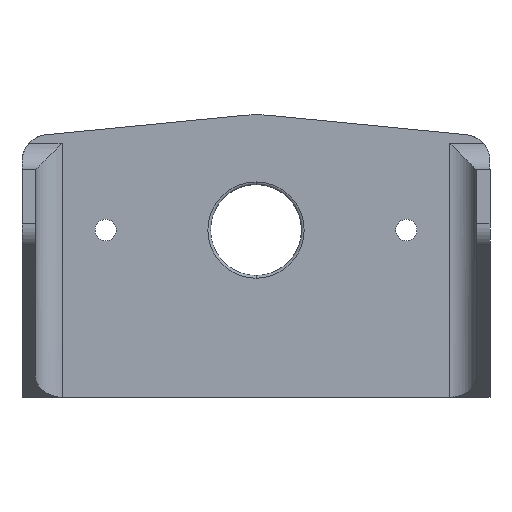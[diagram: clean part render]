
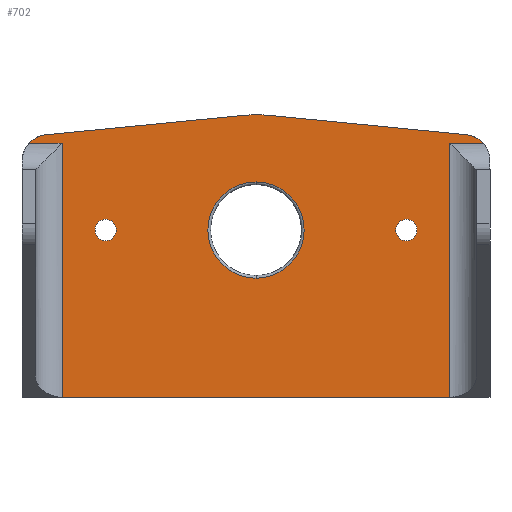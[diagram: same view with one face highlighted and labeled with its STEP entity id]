
A CAD part, front view. The second image highlights one B-rep face of the part: STEP entity #702.
In plain terms, the highlighted planar face has unit normal (0, -1, 0).
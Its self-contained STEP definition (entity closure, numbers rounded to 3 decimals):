
#14 = FACE_BOUND ( 'NONE', #1208, .T. ) ;
#20 = EDGE_CURVE ( 'NONE', #765, #1121, #984, .T. ) ;
#22 = EDGE_CURVE ( 'NONE', #607, #1629, #180, .T. ) ;
#26 = DIRECTION ( 'NONE',  ( 0., 0., 1. ) ) ;
#30 = VERTEX_POINT ( 'NONE', #1911 ) ;
#33 = LINE ( 'NONE', #1612, #475 ) ;
#34 = ORIENTED_EDGE ( 'NONE', *, *, #1853, .T. ) ;
#35 = CARTESIAN_POINT ( 'NONE',  ( 14.5, 0., 4.5 ) ) ;
#44 = LINE ( 'NONE', #2047, #1541 ) ;
#48 = AXIS2_PLACEMENT_3D ( 'NONE', #339, #1298, #1138 ) ;
#49 = CARTESIAN_POINT ( 'NONE',  ( 16.972, 0., 6.5 ) ) ;
#102 = EDGE_CURVE ( 'NONE', #518, #1562, #44, .T. ) ;
#106 = CARTESIAN_POINT ( 'NONE',  ( 14.5, 0., 6.5 ) ) ;
#138 = AXIS2_PLACEMENT_3D ( 'NONE', #1812, #848, #1973 ) ;
#148 = DIRECTION ( 'NONE',  ( 0., 1., 0. ) ) ;
#155 = AXIS2_PLACEMENT_3D ( 'NONE', #1463, #332, #1291 ) ;
#168 = EDGE_CURVE ( 'NONE', #1121, #765, #839, .T. ) ;
#179 = VERTEX_POINT ( 'NONE', #513 ) ;
#180 = CIRCLE ( 'NONE', #214, 2. ) ;
#187 = DIRECTION ( 'NONE',  ( 0., 1., 0. ) ) ;
#191 = ORIENTED_EDGE ( 'NONE', *, *, #1366, .T. ) ;
#214 = AXIS2_PLACEMENT_3D ( 'NONE', #2037, #671, #657 ) ;
#215 = VERTEX_POINT ( 'NONE', #979 ) ;
#218 = EDGE_CURVE ( 'NONE', #1362, #693, #1327, .T. ) ;
#228 = ORIENTED_EDGE ( 'NONE', *, *, #1070, .T. ) ;
#257 = CARTESIAN_POINT ( 'NONE',  ( -14.5, 0., 6.5 ) ) ;
#267 = EDGE_CURVE ( 'NONE', #1905, #179, #348, .T. ) ;
#322 = EDGE_LOOP ( 'NONE', ( #852, #34 ) ) ;
#326 = ORIENTED_EDGE ( 'NONE', *, *, #483, .T. ) ;
#332 = DIRECTION ( 'NONE',  ( 0., 1., 0. ) ) ;
#339 = CARTESIAN_POINT ( 'NONE',  ( 0., 0., 0. ) ) ;
#343 = CARTESIAN_POINT ( 'NONE',  ( 0., 0., 0. ) ) ;
#348 = CIRCLE ( 'NONE', #362, 0.8 ) ;
#352 = CARTESIAN_POINT ( 'NONE',  ( 11.24, 0., 0. ) ) ;
#356 = CARTESIAN_POINT ( 'NONE',  ( -11.24, 0., 0.8 ) ) ;
#362 = AXIS2_PLACEMENT_3D ( 'NONE', #1964, #1163, #987 ) ;
#376 = AXIS2_PLACEMENT_3D ( 'NONE', #1893, #148, #1680 ) ;
#383 = ORIENTED_EDGE ( 'NONE', *, *, #168, .T. ) ;
#397 = CARTESIAN_POINT ( 'NONE',  ( 11.24, 0., -0.8 ) ) ;
#413 = ORIENTED_EDGE ( 'NONE', *, *, #1902, .T. ) ;
#448 = CARTESIAN_POINT ( 'NONE',  ( -0.842, 0., 8.586 ) ) ;
#475 = VECTOR ( 'NONE', #1603, 1000. ) ;
#483 = EDGE_CURVE ( 'NONE', #1629, #1760, #604, .T. ) ;
#485 = DIRECTION ( 'NONE',  ( 0., 1., 0. ) ) ;
#503 = PLANE ( 'NONE',  #48 ) ;
#513 = CARTESIAN_POINT ( 'NONE',  ( -11.24, 0., -0.8 ) ) ;
#516 = FACE_BOUND ( 'NONE', #322, .T. ) ;
#518 = VERTEX_POINT ( 'NONE', #1519 ) ;
#522 = DIRECTION ( 'NONE',  ( 0., 0., -1. ) ) ;
#604 = LINE ( 'NONE', #1688, #1677 ) ;
#606 = EDGE_CURVE ( 'NONE', #1760, #1288, #1874, .T. ) ;
#607 = VERTEX_POINT ( 'NONE', #1179 ) ;
#657 = DIRECTION ( 'NONE',  ( 0., 0., 1. ) ) ;
#671 = DIRECTION ( 'NONE',  ( 0., -1., 0. ) ) ;
#675 = ORIENTED_EDGE ( 'NONE', *, *, #1610, .T. ) ;
#693 = VERTEX_POINT ( 'NONE', #49 ) ;
#695 = AXIS2_PLACEMENT_3D ( 'NONE', #343, #187, #1146 ) ;
#702 = ADVANCED_FACE ( 'NONE', ( #516, #14, #1733, #1871 ), #503, .F. ) ;
#704 = VECTOR ( 'NONE', #522, 1000. ) ;
#710 = EDGE_CURVE ( 'NONE', #179, #1905, #2032, .T. ) ;
#721 = AXIS2_PLACEMENT_3D ( 'NONE', #352, #485, #749 ) ;
#749 = DIRECTION ( 'NONE',  ( 0., 0., 1. ) ) ;
#765 = VERTEX_POINT ( 'NONE', #800 ) ;
#775 = EDGE_CURVE ( 'NONE', #944, #1288, #33, .T. ) ;
#780 = CARTESIAN_POINT ( 'NONE',  ( 14.5, 0., -12.5 ) ) ;
#798 = VERTEX_POINT ( 'NONE', #1918 ) ;
#800 = CARTESIAN_POINT ( 'NONE',  ( 11.24, 0., 0.8 ) ) ;
#815 = CARTESIAN_POINT ( 'NONE',  ( -16.965, 0., 6.5 ) ) ;
#834 = CARTESIAN_POINT ( 'NONE',  ( 1.016, 0., 8.577 ) ) ;
#837 = DIRECTION ( 'NONE',  ( 0., 1., 0. ) ) ;
#839 = CIRCLE ( 'NONE', #721, 0.8 ) ;
#848 = DIRECTION ( 'NONE',  ( 0., -1., 0. ) ) ;
#852 = ORIENTED_EDGE ( 'NONE', *, *, #1565, .T. ) ;
#880 = CARTESIAN_POINT ( 'NONE',  ( -14.5, 0., -12.5 ) ) ;
#891 = DIRECTION ( 'NONE',  ( 1., 0., 0. ) ) ;
#944 = VERTEX_POINT ( 'NONE', #780 ) ;
#963 = CIRCLE ( 'NONE', #1622, 3.6 ) ;
#964 = DIRECTION ( 'NONE',  ( 0., -1., 0. ) ) ;
#965 = ORIENTED_EDGE ( 'NONE', *, *, #22, .T. ) ;
#974 = ORIENTED_EDGE ( 'NONE', *, *, #606, .T. ) ;
#979 = CARTESIAN_POINT ( 'NONE',  ( 0., 0., 3.6 ) ) ;
#984 = CIRCLE ( 'NONE', #376, 0.8 ) ;
#987 = DIRECTION ( 'NONE',  ( 0., 0., 1. ) ) ;
#1006 = CARTESIAN_POINT ( 'NONE',  ( -14.5, 0., -12.5 ) ) ;
#1018 = EDGE_LOOP ( 'NONE', ( #1084, #1861 ) ) ;
#1070 = EDGE_CURVE ( 'NONE', #1562, #30, #1424, .T. ) ;
#1072 = DIRECTION ( 'NONE',  ( -0.995, 0., -0.098 ) ) ;
#1079 = AXIS2_PLACEMENT_3D ( 'NONE', #1925, #964, #26 ) ;
#1084 = ORIENTED_EDGE ( 'NONE', *, *, #267, .T. ) ;
#1121 = VERTEX_POINT ( 'NONE', #397 ) ;
#1136 = ORIENTED_EDGE ( 'NONE', *, *, #775, .F. ) ;
#1138 = DIRECTION ( 'NONE',  ( 0., 0., 1. ) ) ;
#1146 = DIRECTION ( 'NONE',  ( 0., 0., 1. ) ) ;
#1155 = VECTOR ( 'NONE', #1072, 1000. ) ;
#1163 = DIRECTION ( 'NONE',  ( 0., 1., 0. ) ) ;
#1179 = CARTESIAN_POINT ( 'NONE',  ( -15.695, 0., 7.129 ) ) ;
#1208 = EDGE_LOOP ( 'NONE', ( #1390, #383 ) ) ;
#1288 = VERTEX_POINT ( 'NONE', #880 ) ;
#1289 = CARTESIAN_POINT ( 'NONE',  ( 17.5, 0., 6.5 ) ) ;
#1291 = DIRECTION ( 'NONE',  ( 0., 0., 1. ) ) ;
#1298 = DIRECTION ( 'NONE',  ( 0., 1., 0. ) ) ;
#1327 = LINE ( 'NONE', #1289, #1857 ) ;
#1362 = VERTEX_POINT ( 'NONE', #106 ) ;
#1366 = EDGE_CURVE ( 'NONE', #30, #607, #2012, .T. ) ;
#1390 = ORIENTED_EDGE ( 'NONE', *, *, #20, .T. ) ;
#1423 = EDGE_LOOP ( 'NONE', ( #965, #326, #974, #1136, #675, #1736, #413, #1498, #228, #191 ) ) ;
#1424 = CIRCLE ( 'NONE', #1079, 10. ) ;
#1463 = CARTESIAN_POINT ( 'NONE',  ( -11.24, 0., 0. ) ) ;
#1498 = ORIENTED_EDGE ( 'NONE', *, *, #102, .T. ) ;
#1519 = CARTESIAN_POINT ( 'NONE',  ( 15.695, 0., 7.137 ) ) ;
#1541 = VECTOR ( 'NONE', #1914, 1000. ) ;
#1562 = VERTEX_POINT ( 'NONE', #834 ) ;
#1565 = EDGE_CURVE ( 'NONE', #215, #798, #1685, .T. ) ;
#1603 = DIRECTION ( 'NONE',  ( -1., 0., 0. ) ) ;
#1610 = EDGE_CURVE ( 'NONE', #944, #1362, #2009, .T. ) ;
#1612 = CARTESIAN_POINT ( 'NONE',  ( -17.5, 0., -12.5 ) ) ;
#1622 = AXIS2_PLACEMENT_3D ( 'NONE', #1797, #837, #1959 ) ;
#1629 = VERTEX_POINT ( 'NONE', #815 ) ;
#1677 = VECTOR ( 'NONE', #891, 1000. ) ;
#1680 = DIRECTION ( 'NONE',  ( 0., 0., 1. ) ) ;
#1685 = CIRCLE ( 'NONE', #695, 3.6 ) ;
#1688 = CARTESIAN_POINT ( 'NONE',  ( 0., 0., 6.5 ) ) ;
#1733 = FACE_BOUND ( 'NONE', #1018, .T. ) ;
#1736 = ORIENTED_EDGE ( 'NONE', *, *, #218, .T. ) ;
#1745 = CIRCLE ( 'NONE', #138, 2. ) ;
#1760 = VERTEX_POINT ( 'NONE', #257 ) ;
#1797 = CARTESIAN_POINT ( 'NONE',  ( 0., 0., 0. ) ) ;
#1803 = VECTOR ( 'NONE', #1939, 1000. ) ;
#1812 = CARTESIAN_POINT ( 'NONE',  ( 15.5, 0., 5.146 ) ) ;
#1853 = EDGE_CURVE ( 'NONE', #798, #215, #963, .T. ) ;
#1857 = VECTOR ( 'NONE', #1970, 1000. ) ;
#1861 = ORIENTED_EDGE ( 'NONE', *, *, #710, .T. ) ;
#1871 = FACE_OUTER_BOUND ( 'NONE', #1423, .T. ) ;
#1874 = LINE ( 'NONE', #1006, #704 ) ;
#1893 = CARTESIAN_POINT ( 'NONE',  ( 11.24, 0., 0. ) ) ;
#1902 = EDGE_CURVE ( 'NONE', #693, #518, #1745, .T. ) ;
#1905 = VERTEX_POINT ( 'NONE', #356 ) ;
#1911 = CARTESIAN_POINT ( 'NONE',  ( -0.937, 0., 8.577 ) ) ;
#1914 = DIRECTION ( 'NONE',  ( -0.995, 0., 0.098 ) ) ;
#1918 = CARTESIAN_POINT ( 'NONE',  ( 0., 0., -3.6 ) ) ;
#1925 = CARTESIAN_POINT ( 'NONE',  ( 0.04, 0., -1.375 ) ) ;
#1939 = DIRECTION ( 'NONE',  ( 0., 0., 1. ) ) ;
#1959 = DIRECTION ( 'NONE',  ( 0., 0., 1. ) ) ;
#1964 = CARTESIAN_POINT ( 'NONE',  ( -11.24, 0., 0. ) ) ;
#1970 = DIRECTION ( 'NONE',  ( 1., 0., 0. ) ) ;
#1973 = DIRECTION ( 'NONE',  ( 0., 0., 1. ) ) ;
#2009 = LINE ( 'NONE', #35, #1803 ) ;
#2012 = LINE ( 'NONE', #448, #1155 ) ;
#2032 = CIRCLE ( 'NONE', #155, 0.8 ) ;
#2037 = CARTESIAN_POINT ( 'NONE',  ( -15.5, 0., 5.139 ) ) ;
#2047 = CARTESIAN_POINT ( 'NONE',  ( 0.843, 0., 8.594 ) ) ;
